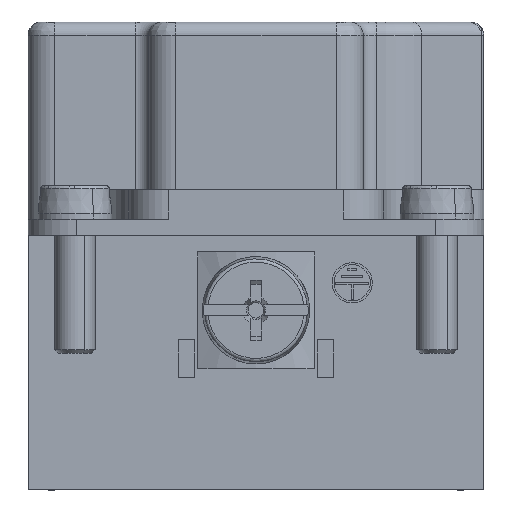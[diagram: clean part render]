
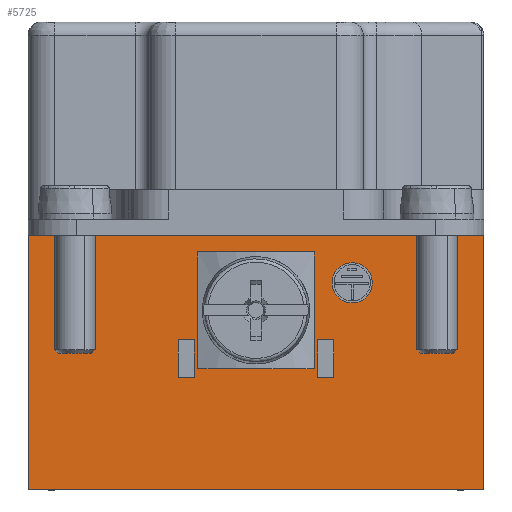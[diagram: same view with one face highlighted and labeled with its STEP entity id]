
A CAD part, front view. The second image highlights one B-rep face of the part: STEP entity #5725.
In plain terms, the highlighted planar face has unit normal (0, -1, 0).
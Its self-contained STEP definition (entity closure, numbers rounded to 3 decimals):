
#2210=PLANE('',#16873);
#2832=LINE('',#22151,#4256);
#2936=LINE('',#22708,#4360);
#2937=LINE('',#22710,#4361);
#2938=LINE('',#22712,#4362);
#2939=LINE('',#22713,#4363);
#2940=LINE('',#22716,#4364);
#2941=LINE('',#22718,#4365);
#2942=LINE('',#22720,#4366);
#2943=LINE('',#22721,#4367);
#2944=LINE('',#22724,#4368);
#2945=LINE('',#22726,#4369);
#2946=LINE('',#22728,#4370);
#4256=VECTOR('',#18005,1.);
#4360=VECTOR('',#18123,1.);
#4361=VECTOR('',#18124,1.);
#4362=VECTOR('',#18125,1.);
#4363=VECTOR('',#18126,1.);
#4364=VECTOR('',#18127,1.);
#4365=VECTOR('',#18128,1.);
#4366=VECTOR('',#18129,1.);
#4367=VECTOR('',#18130,1.);
#4368=VECTOR('',#18131,1.);
#4369=VECTOR('',#18132,1.);
#4370=VECTOR('',#18133,1.);
#5725=ADVANCED_FACE('F1',(#7265,#7266,#7267,#7268,#7269),#2210,.F.);
#7265=FACE_BOUND('',#7429,.T.);
#7266=FACE_BOUND('',#7430,.T.);
#7267=FACE_BOUND('',#7431,.T.);
#7268=FACE_BOUND('',#7432,.T.);
#7269=FACE_BOUND('',#7433,.T.);
#7429=EDGE_LOOP('',(#8583,#8584,#8585,#8586));
#7430=EDGE_LOOP('',(#8587,#8588,#8589,#8590));
#7431=EDGE_LOOP('',(#8591,#8592,#8593,#8594));
#7432=EDGE_LOOP('',(#8595));
#7433=EDGE_LOOP('',(#8596));
#8583=ORIENTED_EDGE('',*,*,#14530,.T.);
#8584=ORIENTED_EDGE('',*,*,#14531,.T.);
#8585=ORIENTED_EDGE('',*,*,#14532,.T.);
#8586=ORIENTED_EDGE('',*,*,#14396,.T.);
#8587=ORIENTED_EDGE('',*,*,#14533,.F.);
#8588=ORIENTED_EDGE('',*,*,#14534,.T.);
#8589=ORIENTED_EDGE('',*,*,#14535,.F.);
#8590=ORIENTED_EDGE('',*,*,#14536,.T.);
#8591=ORIENTED_EDGE('',*,*,#14537,.F.);
#8592=ORIENTED_EDGE('',*,*,#14538,.T.);
#8593=ORIENTED_EDGE('',*,*,#14539,.F.);
#8594=ORIENTED_EDGE('',*,*,#14540,.T.);
#8595=ORIENTED_EDGE('',*,*,#14541,.F.);
#8596=ORIENTED_EDGE('',*,*,#14312,.T.);
#12841=VERTEX_POINT('',#21616);
#12925=VERTEX_POINT('',#22150);
#12926=VERTEX_POINT('',#22152);
#13058=VERTEX_POINT('',#22709);
#13059=VERTEX_POINT('',#22711);
#13060=VERTEX_POINT('',#22714);
#13061=VERTEX_POINT('',#22715);
#13062=VERTEX_POINT('',#22717);
#13063=VERTEX_POINT('',#22719);
#13064=VERTEX_POINT('',#22722);
#13065=VERTEX_POINT('',#22723);
#13066=VERTEX_POINT('',#22725);
#13067=VERTEX_POINT('',#22727);
#13068=VERTEX_POINT('',#22730);
#14312=EDGE_CURVE('',#12841,#12841,#16551,.T.);
#14396=EDGE_CURVE('',#12926,#12925,#2832,.T.);
#14530=EDGE_CURVE('',#12925,#13058,#2936,.T.);
#14531=EDGE_CURVE('',#13058,#13059,#2937,.T.);
#14532=EDGE_CURVE('',#13059,#12926,#2938,.T.);
#14533=EDGE_CURVE('',#13060,#13061,#2939,.T.);
#14534=EDGE_CURVE('',#13060,#13062,#2940,.T.);
#14535=EDGE_CURVE('',#13063,#13062,#2941,.T.);
#14536=EDGE_CURVE('',#13063,#13061,#2942,.T.);
#14537=EDGE_CURVE('',#13064,#13065,#2943,.T.);
#14538=EDGE_CURVE('',#13064,#13066,#2944,.T.);
#14539=EDGE_CURVE('',#13067,#13066,#2945,.T.);
#14540=EDGE_CURVE('',#13067,#13065,#2946,.T.);
#14541=EDGE_CURVE('',#13068,#13068,#16556,.T.);
#16551=CIRCLE('',#16861,2.);
#16556=CIRCLE('',#16872,1.5);
#16861=AXIS2_PLACEMENT_3D('',#21615,#17940,#17941);
#16872=AXIS2_PLACEMENT_3D('',#22729,#18134,#18135);
#16873=AXIS2_PLACEMENT_3D('',#22731,#18136,#18137);
#17940=DIRECTION('',(0.,1.,0.));
#17941=DIRECTION('',(0.,0.,-1.));
#18005=DIRECTION('',(0.,0.,1.));
#18123=DIRECTION('',(-1.,0.,0.));
#18124=DIRECTION('',(0.,0.,-1.));
#18125=DIRECTION('',(1.,0.,0.));
#18126=DIRECTION('',(1.,0.,0.));
#18127=DIRECTION('',(0.,0.,1.));
#18128=DIRECTION('',(-1.,0.,0.));
#18129=DIRECTION('',(0.,0.,-1.));
#18130=DIRECTION('',(-1.,0.,0.));
#18131=DIRECTION('',(0.,0.,-1.));
#18132=DIRECTION('',(1.,0.,0.));
#18133=DIRECTION('',(0.,0.,1.));
#18134=DIRECTION('',(0.,-1.,0.));
#18135=DIRECTION('',(0.,0.,1.));
#18136=DIRECTION('',(0.,1.,0.));
#18137=DIRECTION('',(1.,0.,0.));
#21615=CARTESIAN_POINT('',(0.001,-23.,13.4));
#21616=CARTESIAN_POINT('',(0.001,-23.,11.4));
#22150=CARTESIAN_POINT('',(17.001,-23.,19.));
#22151=CARTESIAN_POINT('',(17.001,-23.,0.));
#22152=CARTESIAN_POINT('',(17.001,-23.,0.));
#22708=CARTESIAN_POINT('',(6.501,-23.,19.));
#22709=CARTESIAN_POINT('',(-16.999,-23.,19.));
#22710=CARTESIAN_POINT('',(-16.999,-23.,20.2));
#22711=CARTESIAN_POINT('',(-16.999,-23.,0.));
#22712=CARTESIAN_POINT('',(-16.999,-23.,0.));
#22713=CARTESIAN_POINT('',(4.001,-23.,8.4));
#22714=CARTESIAN_POINT('',(4.601,-23.,8.4));
#22715=CARTESIAN_POINT('',(5.801,-23.,8.4));
#22716=CARTESIAN_POINT('',(4.601,-23.,8.4));
#22717=CARTESIAN_POINT('',(4.601,-23.,11.2));
#22718=CARTESIAN_POINT('',(4.601,-23.,11.2));
#22719=CARTESIAN_POINT('',(5.801,-23.,11.2));
#22720=CARTESIAN_POINT('',(5.801,-23.,11.2));
#22721=CARTESIAN_POINT('',(-3.999,-23.,11.2));
#22722=CARTESIAN_POINT('',(-4.599,-23.,11.2));
#22723=CARTESIAN_POINT('',(-5.799,-23.,11.2));
#22724=CARTESIAN_POINT('',(-4.599,-23.,8.4));
#22725=CARTESIAN_POINT('',(-4.599,-23.,8.4));
#22726=CARTESIAN_POINT('',(-4.599,-23.,8.4));
#22727=CARTESIAN_POINT('',(-5.799,-23.,8.4));
#22728=CARTESIAN_POINT('',(-5.799,-23.,11.2));
#22729=CARTESIAN_POINT('',(7.175,-23.,15.45));
#22730=CARTESIAN_POINT('',(7.175,-23.,16.95));
#22731=CARTESIAN_POINT('',(10.131,-23.,3.27));
